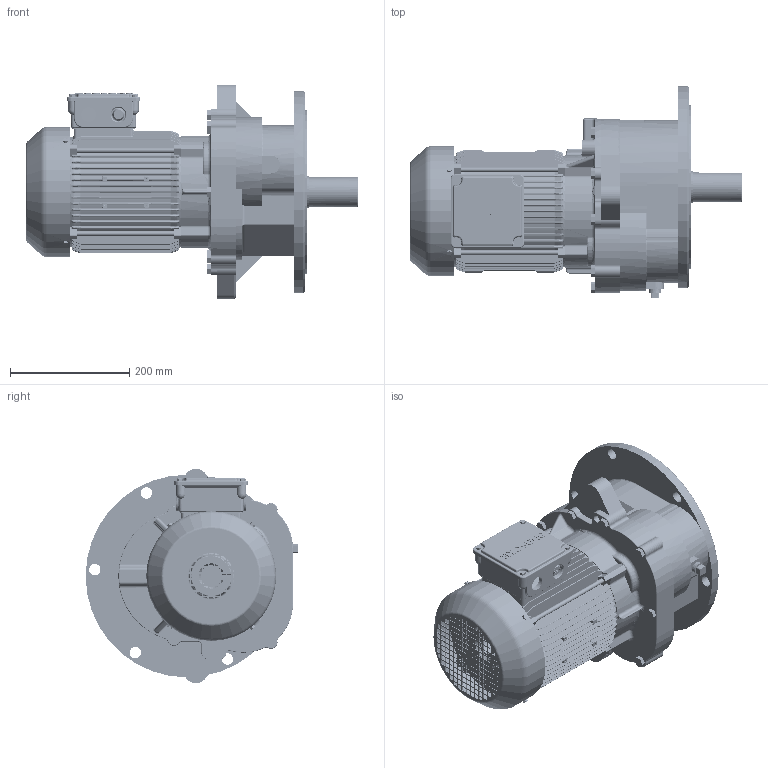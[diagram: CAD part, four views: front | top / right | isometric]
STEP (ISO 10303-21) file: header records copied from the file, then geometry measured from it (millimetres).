
FILE_DESCRIPTION (( 'STEP AP214' ), '1' );
FILE_NAME ('EK2DO100771H0001_F1VA18_2.2KW_R40~100_CUSTOMER.stp', '2024-03-20T09:19:44', ( 'admin' ), ( '' ), 'SwSTEP 2.0', 'SolidWorks 2022', '' );
FILE_SCHEMA (( 'AUTOMOTIVE_DESIGN' ));
Length unit declared in the file: millimetre
Products named in the file (1): EK2DO100771H0001_F1VA18_2.2KW_R40~100_CUSTOMER
Bounding box: 557 x 357 x 359.95 mm (x, y, z)
Volume: 11424000 mm3; surface area: 1505237.3 mm2
Topology: 32 solids, 44 shells, 8696 faces, 21917 edges, 13317 vertices
Faces by surface type: cylinder 3017, bspline 2414, plane 2045, torus 645, cone 374, sphere 201
Entity records: 432425 total; most frequent: CARTESIAN_POINT 142355, ORIENTED_EDGE 43542, DIRECTION 36972, EDGE_CURVE 21771, AXIS2_PLACEMENT_3D 14104, VERTEX_POINT 13313, EDGE_LOOP 9320, VECTOR 8764
